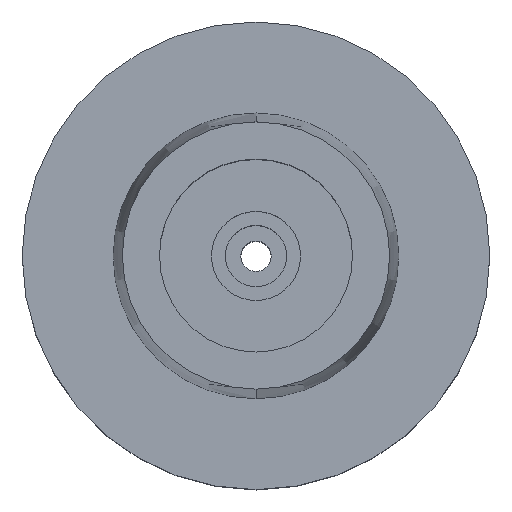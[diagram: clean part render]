
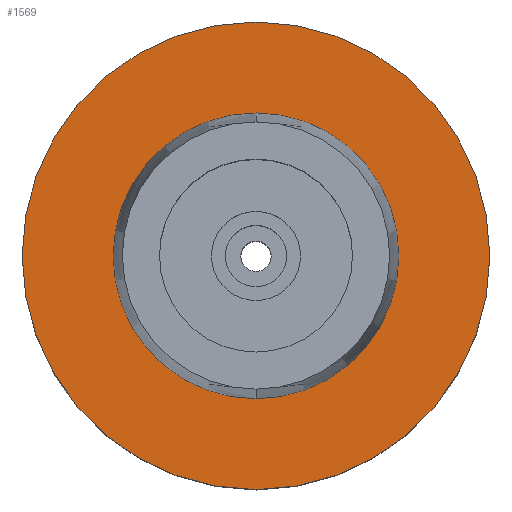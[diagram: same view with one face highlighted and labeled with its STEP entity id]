
A CAD part, top view. The second image highlights one B-rep face of the part: STEP entity #1569.
In plain terms, the highlighted planar face has unit normal (0, 0, 1).
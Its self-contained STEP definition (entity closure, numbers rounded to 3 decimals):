
#30 = CIRCLE ( 'NONE', #1078, 31.5 ) ;
#52 = CARTESIAN_POINT ( 'NONE',  ( 0., -31.5, 0. ) ) ;
#89 = DIRECTION ( 'NONE',  ( 0., 1., 0. ) ) ;
#230 = CARTESIAN_POINT ( 'NONE',  ( 0., 0., 0. ) ) ;
#445 = FACE_OUTER_BOUND ( 'NONE', #1542, .T. ) ;
#728 = CIRCLE ( 'NONE', #2654, 31.5 ) ;
#739 = CARTESIAN_POINT ( 'NONE',  ( 0., -19.25, 0. ) ) ;
#971 = ORIENTED_EDGE ( 'NONE', *, *, #2385, .F. ) ;
#983 = DIRECTION ( 'NONE',  ( 0., 0., 1. ) ) ;
#988 = AXIS2_PLACEMENT_3D ( 'NONE', #1096, #1502, #1940 ) ;
#994 = EDGE_CURVE ( 'NONE', #1554, #2397, #30, .T. ) ;
#1034 = EDGE_LOOP ( 'NONE', ( #971, #1147 ) ) ;
#1065 = CARTESIAN_POINT ( 'NONE',  ( 0., 0., 0. ) ) ;
#1078 = AXIS2_PLACEMENT_3D ( 'NONE', #230, #1732, #2176 ) ;
#1096 = CARTESIAN_POINT ( 'NONE',  ( 0., 0., 0. ) ) ;
#1104 = VERTEX_POINT ( 'NONE', #739 ) ;
#1147 = ORIENTED_EDGE ( 'NONE', *, *, #1738, .F. ) ;
#1305 = CIRCLE ( 'NONE', #1974, 19.25 ) ;
#1326 = ORIENTED_EDGE ( 'NONE', *, *, #994, .F. ) ;
#1502 = DIRECTION ( 'NONE',  ( 0., 0., 1. ) ) ;
#1542 = EDGE_LOOP ( 'NONE', ( #2184, #1326 ) ) ;
#1554 = VERTEX_POINT ( 'NONE', #52 ) ;
#1569 = ADVANCED_FACE ( 'NONE', ( #445, #2432 ), #2401, .T. ) ;
#1643 = AXIS2_PLACEMENT_3D ( 'NONE', #2674, #983, #2685 ) ;
#1732 = DIRECTION ( 'NONE',  ( 0., 0., -1. ) ) ;
#1738 = EDGE_CURVE ( 'NONE', #1104, #2296, #1828, .T. ) ;
#1828 = CIRCLE ( 'NONE', #1643, 19.25 ) ;
#1845 = CARTESIAN_POINT ( 'NONE',  ( 0., 0., 0. ) ) ;
#1926 = EDGE_CURVE ( 'NONE', #2397, #1554, #728, .T. ) ;
#1940 = DIRECTION ( 'NONE',  ( 1., 0., 0. ) ) ;
#1974 = AXIS2_PLACEMENT_3D ( 'NONE', #1845, #2224, #89 ) ;
#2081 = DIRECTION ( 'NONE',  ( 0., 0., -1. ) ) ;
#2176 = DIRECTION ( 'NONE',  ( 0., -1., 0. ) ) ;
#2184 = ORIENTED_EDGE ( 'NONE', *, *, #1926, .F. ) ;
#2224 = DIRECTION ( 'NONE',  ( 0., 0., 1. ) ) ;
#2296 = VERTEX_POINT ( 'NONE', #2657 ) ;
#2385 = EDGE_CURVE ( 'NONE', #2296, #1104, #1305, .T. ) ;
#2397 = VERTEX_POINT ( 'NONE', #2719 ) ;
#2401 = PLANE ( 'NONE',  #988 ) ;
#2432 = FACE_BOUND ( 'NONE', #1034, .T. ) ;
#2525 = DIRECTION ( 'NONE',  ( 0., 1., 0. ) ) ;
#2654 = AXIS2_PLACEMENT_3D ( 'NONE', #1065, #2081, #2525 ) ;
#2657 = CARTESIAN_POINT ( 'NONE',  ( 0., 19.25, 0. ) ) ;
#2674 = CARTESIAN_POINT ( 'NONE',  ( 0., 0., 0. ) ) ;
#2685 = DIRECTION ( 'NONE',  ( 0., -1., 0. ) ) ;
#2719 = CARTESIAN_POINT ( 'NONE',  ( 0., 31.5, 0. ) ) ;
